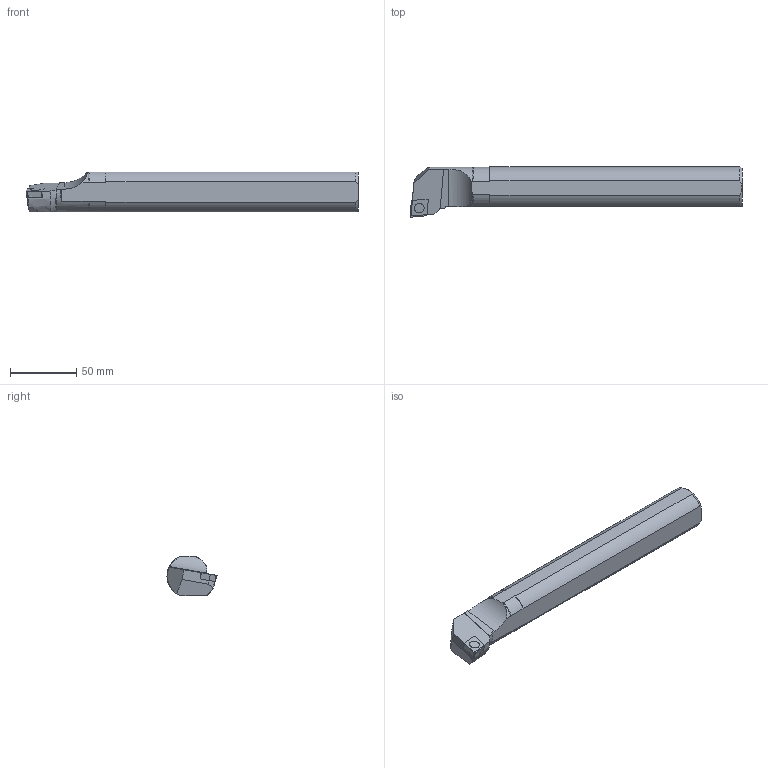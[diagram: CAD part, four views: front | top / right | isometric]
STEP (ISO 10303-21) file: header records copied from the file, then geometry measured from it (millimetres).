
FILE_DESCRIPTION(/* description */ (''),/* implementation_level */ '2;1');
FILE_NAME(/* name */ 'A32SSCLCR12A_SIM.stp',/* time_stamp */ '2022-02-17T14:23:01+01:00',/* author */ (''),/* organization */ (''),/* preprocessor_version */ 'ST-DEVELOPER v16.7',/* originating_system */ 'SIEMENS PLM Software NX 12.0',/* authorisation */ '');
FILE_SCHEMA (('AUTOMOTIVE_DESIGN { 1 0 10303 214 3 1 1 1 }'));
Length unit declared in the file: millimetre
Products named in the file (1): model1
Bounding box: 251.25 x 38 x 30 mm (x, y, z)
Volume: 182212.6 mm3; surface area: 26247.9 mm2
Topology: 2 solids, 2 shells, 49 faces, 134 edges, 89 vertices
Faces by surface type: plane 19, cone 13, cylinder 12, torus 5
Full cylindrical faces by diameter (mm): 5.5 x1, 7.5 x1
Entity records: 1660 total; most frequent: CARTESIAN_POINT 425, ORIENTED_EDGE 260, DIRECTION 237, EDGE_CURVE 130, AXIS2_PLACEMENT_3D 91, VERTEX_POINT 88, LINE 55, VECTOR 55
